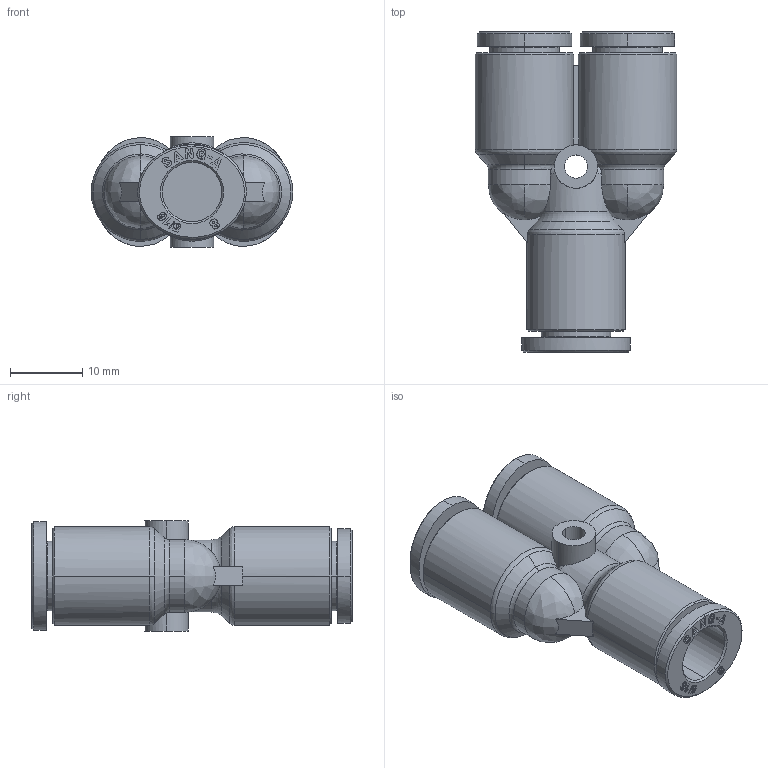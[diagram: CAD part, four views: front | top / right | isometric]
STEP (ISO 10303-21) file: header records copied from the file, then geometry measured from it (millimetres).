
FILE_DESCRIPTION (( 'STEP AP214' ), '1' );
FILE_NAME ('GPY 08(3D).STEP', '2016-04-22T08:41:51', ( 'Gebruiker' ), ( '' ), 'SwSTEP 2.0', 'SolidWorks 2016', '' );
FILE_SCHEMA (( 'AUTOMOTIVE_DESIGN' ));
Length unit declared in the file: millimetre
Products named in the file (2): ｦ+ﾃｦ1; GPY 08(3D)
Assembly tree (1 placements, depth 2):
  GPY 08(3D)
    ｦ+ﾃｦ1
Bounding box: 27.8 x 44.2 x 15.2 mm (x, y, z)
Volume: 6389.7 mm3; surface area: 5381 mm2
Topology: 1 solids, 1 shells, 1217 faces, 3459 edges, 2301 vertices
Faces by surface type: plane 1030, bspline 105, cylinder 52, cone 24, torus 6
Entity records: 42951 total; most frequent: CARTESIAN_POINT 11121, ORIENTED_EDGE 6918, DIRECTION 5567, EDGE_CURVE 3459, VECTOR 3003, LINE 3003, VERTEX_POINT 2301, AXIS2_PLACEMENT_3D 1282
